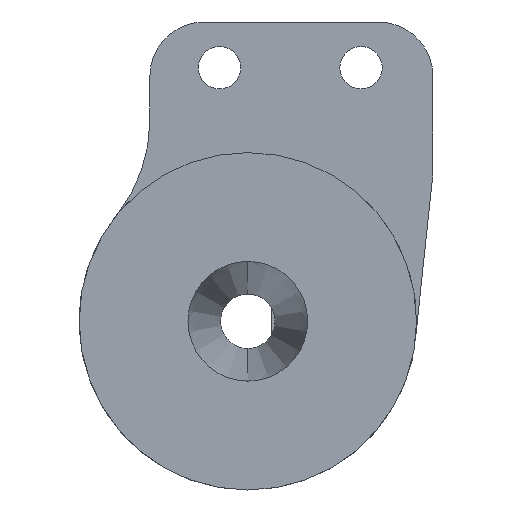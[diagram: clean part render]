
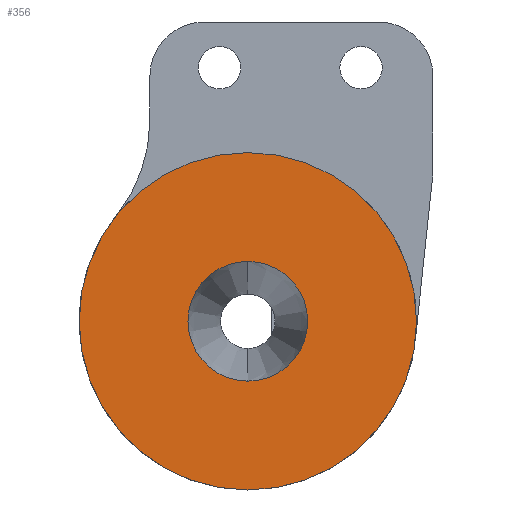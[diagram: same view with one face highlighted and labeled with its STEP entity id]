
A CAD part, front view. The second image highlights one B-rep face of the part: STEP entity #356.
In plain terms, the highlighted planar face has unit normal (0, -1, 0).
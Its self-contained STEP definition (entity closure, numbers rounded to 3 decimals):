
#86 = VERTEX_POINT ( 'NONE', #426 ) ;
#122 = PLANE ( 'NONE',  #3069 ) ;
#144 = DIRECTION ( 'NONE',  ( 0., -1., 0. ) ) ;
#244 = CARTESIAN_POINT ( 'NONE',  ( 0., -3.5, 7.75 ) ) ;
#356 = ADVANCED_FACE ( 'NONE', ( #1323, #2989 ), #122, .T. ) ;
#417 = CARTESIAN_POINT ( 'NONE',  ( 0., -3.5, 0. ) ) ;
#426 = CARTESIAN_POINT ( 'NONE',  ( 0., -3.5, -7.75 ) ) ;
#501 = CIRCLE ( 'NONE', #3048, 2.75 ) ;
#623 = CARTESIAN_POINT ( 'NONE',  ( 0., -3.5, 0. ) ) ;
#705 = DIRECTION ( 'NONE',  ( 0., 0., -1. ) ) ;
#720 = VERTEX_POINT ( 'NONE', #244 ) ;
#851 = DIRECTION ( 'NONE',  ( 0., -1., 0. ) ) ;
#881 = CARTESIAN_POINT ( 'NONE',  ( 0., -3.5, 0. ) ) ;
#1012 = EDGE_CURVE ( 'NONE', #86, #720, #2238, .T. ) ;
#1149 = AXIS2_PLACEMENT_3D ( 'NONE', #881, #1875, #2111 ) ;
#1152 = AXIS2_PLACEMENT_3D ( 'NONE', #623, #144, #1343 ) ;
#1229 = DIRECTION ( 'NONE',  ( 0., 0., -1. ) ) ;
#1237 = VERTEX_POINT ( 'NONE', #2952 ) ;
#1323 = FACE_OUTER_BOUND ( 'NONE', #1883, .T. ) ;
#1343 = DIRECTION ( 'NONE',  ( 0., 0., -1. ) ) ;
#1390 = CARTESIAN_POINT ( 'NONE',  ( 0., -3.5, -2.75 ) ) ;
#1399 = VERTEX_POINT ( 'NONE', #1390 ) ;
#1487 = CIRCLE ( 'NONE', #1149, 2.75 ) ;
#1488 = EDGE_LOOP ( 'NONE', ( #2753, #2722 ) ) ;
#1688 = EDGE_CURVE ( 'NONE', #720, #86, #2358, .T. ) ;
#1694 = AXIS2_PLACEMENT_3D ( 'NONE', #1890, #3104, #2441 ) ;
#1769 = ORIENTED_EDGE ( 'NONE', *, *, #1012, .T. ) ;
#1875 = DIRECTION ( 'NONE',  ( 0., -1., 0. ) ) ;
#1878 = DIRECTION ( 'NONE',  ( 0., -1., 0. ) ) ;
#1883 = EDGE_LOOP ( 'NONE', ( #1769, #2034 ) ) ;
#1890 = CARTESIAN_POINT ( 'NONE',  ( 0., -3.5, 0. ) ) ;
#2034 = ORIENTED_EDGE ( 'NONE', *, *, #1688, .T. ) ;
#2111 = DIRECTION ( 'NONE',  ( 0., 0., -1. ) ) ;
#2238 = CIRCLE ( 'NONE', #1694, 7.75 ) ;
#2358 = CIRCLE ( 'NONE', #1152, 7.75 ) ;
#2441 = DIRECTION ( 'NONE',  ( 0., 0., -1. ) ) ;
#2574 = EDGE_CURVE ( 'NONE', #1237, #1399, #501, .T. ) ;
#2722 = ORIENTED_EDGE ( 'NONE', *, *, #2759, .F. ) ;
#2753 = ORIENTED_EDGE ( 'NONE', *, *, #2574, .F. ) ;
#2759 = EDGE_CURVE ( 'NONE', #1399, #1237, #1487, .T. ) ;
#2952 = CARTESIAN_POINT ( 'NONE',  ( 0., -3.5, 2.75 ) ) ;
#2989 = FACE_BOUND ( 'NONE', #1488, .T. ) ;
#3004 = CARTESIAN_POINT ( 'NONE',  ( 0., -3.5, 0. ) ) ;
#3048 = AXIS2_PLACEMENT_3D ( 'NONE', #417, #1878, #705 ) ;
#3069 = AXIS2_PLACEMENT_3D ( 'NONE', #3004, #851, #1229 ) ;
#3104 = DIRECTION ( 'NONE',  ( 0., -1., 0. ) ) ;
